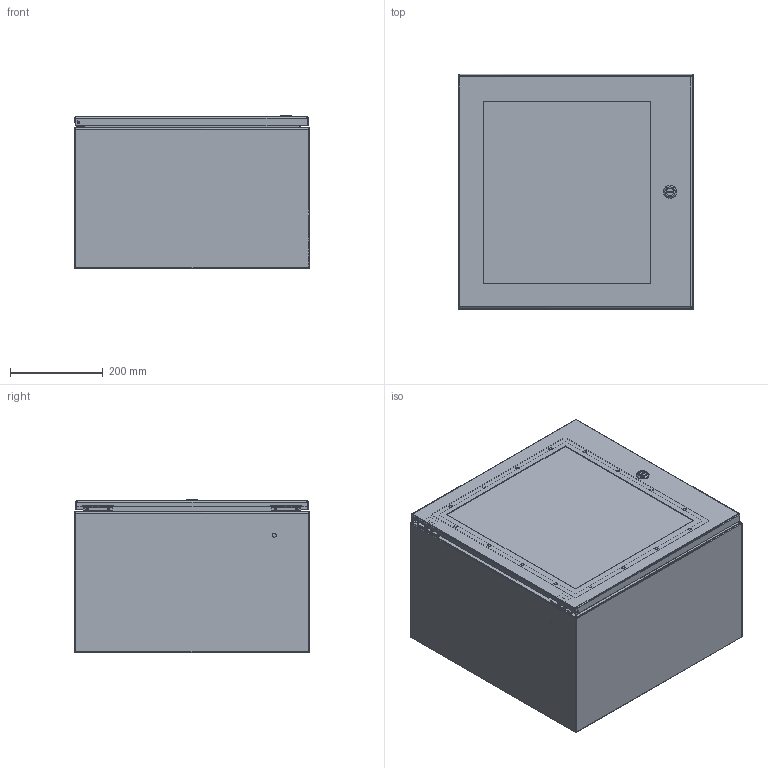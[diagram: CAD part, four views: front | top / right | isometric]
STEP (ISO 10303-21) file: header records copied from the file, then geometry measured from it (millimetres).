
FILE_DESCRIPTION (( 'STEP AP214' ), '1' );
FILE_NAME ('N412202012WCLG.STEP', '2019-09-06T18:21:54', ( '' ), ( '' ), 'SwSTEP 2.0', 'SolidWorks 2018', '' );
FILE_SCHEMA (( 'AUTOMOTIVE_DESIGN' ));
Length unit declared in the file: inch
Products named in the file (1): N412202012WCLG
Bounding box: 508 x 508 x 332.1 mm (x, y, z)
Volume: 3180831 mm3; surface area: 2647511.8 mm2
Topology: 69 solids, 69 shells, 2019 faces, 4647 edges, 2783 vertices
Faces by surface type: plane 753, cylinder 617, cone 424, bspline 209, torus 16
Full cylindrical faces by diameter (mm): 2.362 x4, 3.175 x2, 3.317 x68, 3.861 x4, 3.962 x18, 4.166 x68, 4.25 x4, 4.366 x4, 4.572 x4, 4.775 x6, 4.826 x16, 5 x1, 5.5 x1, 6.35 x10, 6.502 x4, 6.985 x4, 7.144 x16, 7.62 x4, 8.128 x4, 8.56 x16, 9.144 x4, 9.9 x1, 10 x1, 10.2 x1, 11.112 x4, 12.8 x1, 13.5 x1, 14.3 x4, 15.2 x1, 15.8 x1
Entity records: 101010 total; most frequent: CARTESIAN_POINT 33753, DIRECTION 7786, ORIENTED_EDGE 7734, EDGE_CURVE 3867, AXIS2_PLACEMENT_3D 3070, EDGE_LOOP 2766, VERTEX_POINT 2585, FACE_OUTER_BOUND 2348
